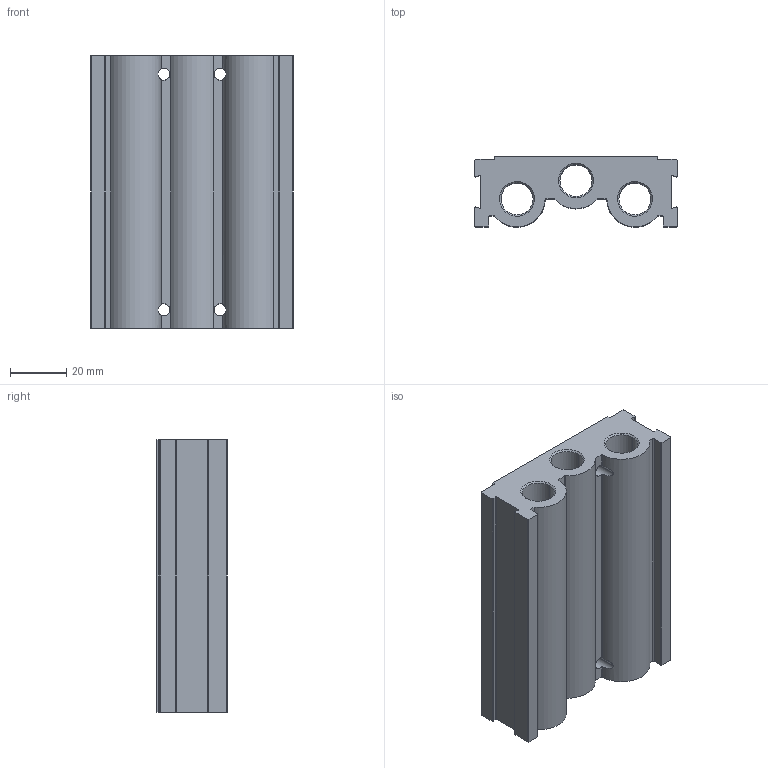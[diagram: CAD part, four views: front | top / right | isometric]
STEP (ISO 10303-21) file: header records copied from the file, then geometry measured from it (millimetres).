
FILE_DESCRIPTION (( 'STEP AP203' ), '1' );
FILE_NAME ('SCB41-D-04.STEP', '2016-05-09T07:52:05', ( '' ), ( '' ), 'SwSTEP 2.0', 'SolidWorks 2008', '' );
FILE_SCHEMA (( 'CONFIG_CONTROL_DESIGN' ));
Length unit declared in the file: millimetre
Products named in the file (1): SCB41-D-04
Bounding box: 72 x 25 x 97 mm (x, y, z)
Volume: 106478 mm3; surface area: 37135 mm2
Topology: 1 solids, 1 shells, 154 faces, 440 edges, 284 vertices
Faces by surface type: cylinder 85, plane 41, cone 28
Entity records: 6199 total; most frequent: CARTESIAN_POINT 1927, DIRECTION 908, ORIENTED_EDGE 880, EDGE_CURVE 440, AXIS2_PLACEMENT_3D 353, VERTEX_POINT 284, LINE 202, VECTOR 202
